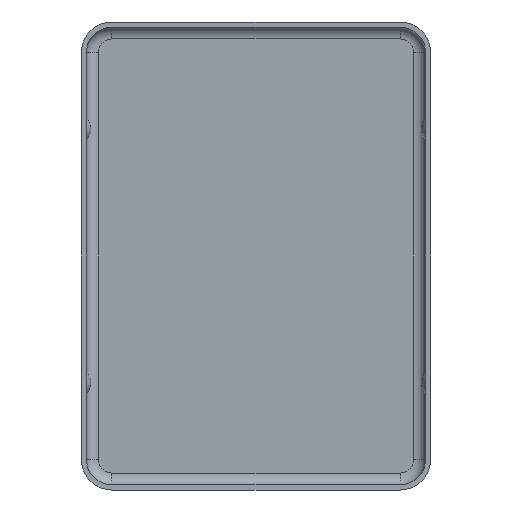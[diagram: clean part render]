
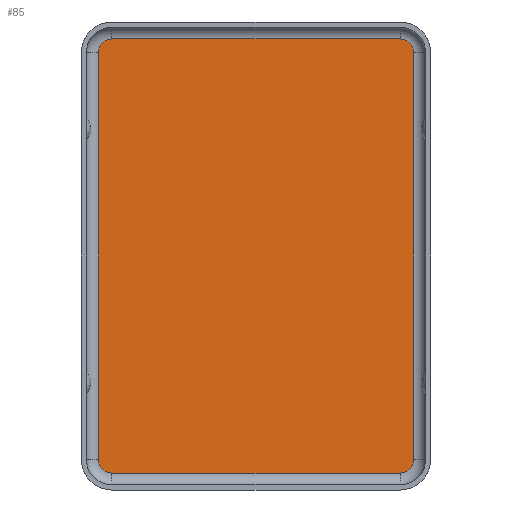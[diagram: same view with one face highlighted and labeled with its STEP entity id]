
A CAD part, front view. The second image highlights one B-rep face of the part: STEP entity #85.
In plain terms, the highlighted planar face has unit normal (0, -1, 0).
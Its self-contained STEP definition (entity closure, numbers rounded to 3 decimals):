
#85 = ADVANCED_FACE( 'NONE', ( #201 ), #202, .T. );
#201 = FACE_OUTER_BOUND( '', #346, .T. );
#202 = PLANE( '', #347 );
#346 = EDGE_LOOP( '', ( #615, #616, #617, #618, #619, #620, #621, #622 ) );
#347 = AXIS2_PLACEMENT_3D( '', #623, #624, #625 );
#615 = ORIENTED_EDGE( '', *, *, #919, .F. );
#616 = ORIENTED_EDGE( '', *, *, #920, .F. );
#617 = ORIENTED_EDGE( '', *, *, #885, .F. );
#618 = ORIENTED_EDGE( '', *, *, #921, .T. );
#619 = ORIENTED_EDGE( '', *, *, #922, .T. );
#620 = ORIENTED_EDGE( '', *, *, #923, .F. );
#621 = ORIENTED_EDGE( '', *, *, #924, .T. );
#622 = ORIENTED_EDGE( '', *, *, #925, .T. );
#623 = CARTESIAN_POINT( '', ( 8.5, 0., -12. ) );
#624 = DIRECTION( '', ( 0., -1., 0. ) );
#625 = DIRECTION( '', ( 0., 0., -1. ) );
#885 = EDGE_CURVE( 'NONE', #1021, #1023, #1024, .T. );
#919 = EDGE_CURVE( 'NONE', #1076, #1077, #1078, .T. );
#920 = EDGE_CURVE( 'NONE', #1023, #1076, #1079, .T. );
#921 = EDGE_CURVE( 'NONE', #1021, #1080, #1081, .T. );
#922 = EDGE_CURVE( 'NONE', #1080, #1082, #1083, .T. );
#923 = EDGE_CURVE( 'NONE', #1084, #1082, #1085, .T. );
#924 = EDGE_CURVE( 'NONE', #1084, #1086, #1087, .T. );
#925 = EDGE_CURVE( 'NONE', #1086, #1077, #1088, .T. );
#1021 = VERTEX_POINT( 'NONE', #1211 );
#1023 = VERTEX_POINT( 'NONE', #1213 );
#1024 = LINE( '', #1214, #1215 );
#1076 = VERTEX_POINT( 'NONE', #1280 );
#1077 = VERTEX_POINT( 'NONE', #1281 );
#1078 = LINE( '', #1282, #1283 );
#1079 = CIRCLE( '', #1284, 0.8 );
#1080 = VERTEX_POINT( 'NONE', #1285 );
#1081 = CIRCLE( '', #1286, 0.8 );
#1082 = VERTEX_POINT( 'NONE', #1287 );
#1083 = LINE( '', #1288, #1289 );
#1084 = VERTEX_POINT( 'NONE', #1290 );
#1085 = CIRCLE( '', #1291, 0.8 );
#1086 = VERTEX_POINT( 'NONE', #1292 );
#1087 = LINE( '', #1293, #1294 );
#1088 = CIRCLE( '', #1295, 0.8 );
#1211 = CARTESIAN_POINT( '', ( 9.3, 0., 12. ) );
#1213 = CARTESIAN_POINT( '', ( 9.3, 0., -12. ) );
#1214 = CARTESIAN_POINT( '', ( 9.3, 0., 0. ) );
#1215 = VECTOR( '', #1434, 1000. );
#1280 = CARTESIAN_POINT( '', ( 8.5, 0., -12.8 ) );
#1281 = CARTESIAN_POINT( '', ( -8.5, 0., -12.8 ) );
#1282 = CARTESIAN_POINT( '', ( 8.5, 0., -12.8 ) );
#1283 = VECTOR( '', #1484, 1000. );
#1284 = AXIS2_PLACEMENT_3D( '', #1485, #1486, #1487 );
#1285 = CARTESIAN_POINT( '', ( 8.5, 0., 12.8 ) );
#1286 = AXIS2_PLACEMENT_3D( '', #1488, #1489, #1490 );
#1287 = CARTESIAN_POINT( '', ( -8.5, 0., 12.8 ) );
#1288 = CARTESIAN_POINT( '', ( 8.5, 0., 12.8 ) );
#1289 = VECTOR( '', #1491, 1000. );
#1290 = CARTESIAN_POINT( '', ( -9.3, 0., 12. ) );
#1291 = AXIS2_PLACEMENT_3D( '', #1492, #1493, #1494 );
#1292 = CARTESIAN_POINT( '', ( -9.3, 0., -12. ) );
#1293 = CARTESIAN_POINT( '', ( -9.3, 0., 0. ) );
#1294 = VECTOR( '', #1495, 1000. );
#1295 = AXIS2_PLACEMENT_3D( '', #1496, #1497, #1498 );
#1434 = DIRECTION( '', ( 0., 0., -1. ) );
#1484 = DIRECTION( '', ( -1., 0., 0. ) );
#1485 = CARTESIAN_POINT( '', ( 8.5, 0., -12. ) );
#1486 = DIRECTION( '', ( 0., 1., 0. ) );
#1487 = DIRECTION( '', ( 0., 0., 1. ) );
#1488 = CARTESIAN_POINT( '', ( 8.5, 0., 12. ) );
#1489 = DIRECTION( '', ( 0., -1., 0. ) );
#1490 = DIRECTION( '', ( 0., 0., -1. ) );
#1491 = DIRECTION( '', ( -1., 0., 0. ) );
#1492 = CARTESIAN_POINT( '', ( -8.5, 0., 12. ) );
#1493 = DIRECTION( '', ( 0., 1., 0. ) );
#1494 = DIRECTION( '', ( 0., 0., -1. ) );
#1495 = DIRECTION( '', ( 0., 0., -1. ) );
#1496 = CARTESIAN_POINT( '', ( -8.5, 0., -12. ) );
#1497 = DIRECTION( '', ( 0., -1., 0. ) );
#1498 = DIRECTION( '', ( 0., 0., 1. ) );
